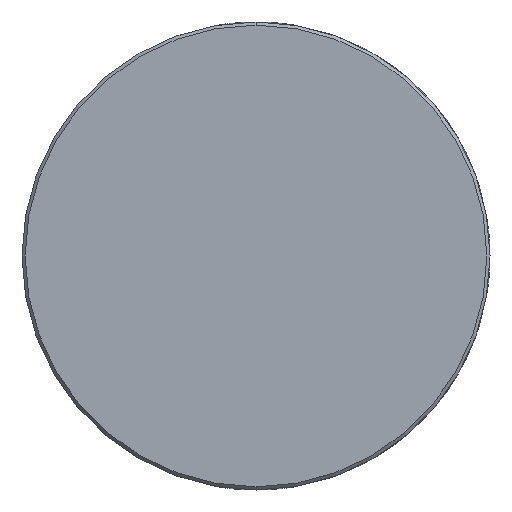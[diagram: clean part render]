
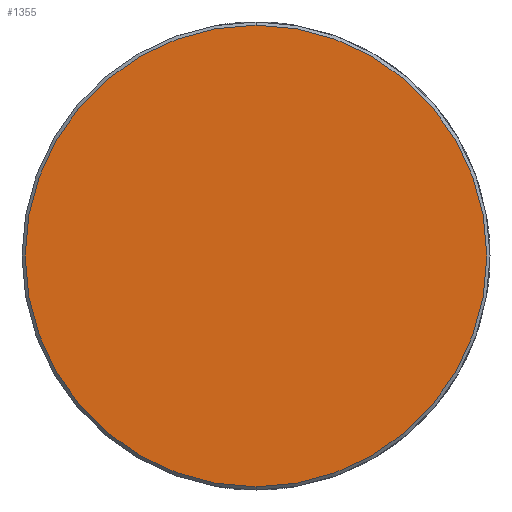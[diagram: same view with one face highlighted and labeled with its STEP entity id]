
A CAD part, front view. The second image highlights one B-rep face of the part: STEP entity #1355.
In plain terms, the highlighted planar face has unit normal (0, -1, 0).
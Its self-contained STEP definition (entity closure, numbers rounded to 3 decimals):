
#180 = DIRECTION ( 'NONE',  ( 0., 1., 0. ) ) ;
#341 = CARTESIAN_POINT ( 'NONE',  ( 0., -150.64, 0. ) ) ;
#469 = CARTESIAN_POINT ( 'NONE',  ( 0., -150.64, -36. ) ) ;
#536 = DIRECTION ( 'NONE',  ( 0., 0., 1. ) ) ;
#622 = EDGE_LOOP ( 'NONE', ( #1160, #1663 ) ) ;
#750 = DIRECTION ( 'NONE',  ( 0., -1., 0. ) ) ;
#760 = CARTESIAN_POINT ( 'NONE',  ( 36.5, -150.64, 0. ) ) ;
#781 = AXIS2_PLACEMENT_3D ( 'NONE', #760, #180, #1534 ) ;
#1011 = CARTESIAN_POINT ( 'NONE',  ( 0., -150.64, 36. ) ) ;
#1160 = ORIENTED_EDGE ( 'NONE', *, *, #1330, .T. ) ;
#1251 = EDGE_CURVE ( 'NONE', #1487, #2404, #1262, .T. ) ;
#1262 = CIRCLE ( 'NONE', #1854, 36. ) ;
#1330 = EDGE_CURVE ( 'NONE', #2404, #1487, #2034, .T. ) ;
#1355 = ADVANCED_FACE ( 'NONE', ( #1464 ), #2113, .F. ) ;
#1464 = FACE_OUTER_BOUND ( 'NONE', #622, .T. ) ;
#1487 = VERTEX_POINT ( 'NONE', #469 ) ;
#1534 = DIRECTION ( 'NONE',  ( 0., 0., 1. ) ) ;
#1663 = ORIENTED_EDGE ( 'NONE', *, *, #1251, .T. ) ;
#1688 = DIRECTION ( 'NONE',  ( 0., -1., 0. ) ) ;
#1854 = AXIS2_PLACEMENT_3D ( 'NONE', #341, #1688, #536 ) ;
#1902 = CARTESIAN_POINT ( 'NONE',  ( 0., -150.64, 0. ) ) ;
#2034 = CIRCLE ( 'NONE', #2246, 36. ) ;
#2102 = DIRECTION ( 'NONE',  ( 0., 0., 1. ) ) ;
#2113 = PLANE ( 'NONE',  #781 ) ;
#2246 = AXIS2_PLACEMENT_3D ( 'NONE', #1902, #750, #2102 ) ;
#2404 = VERTEX_POINT ( 'NONE', #1011 ) ;
